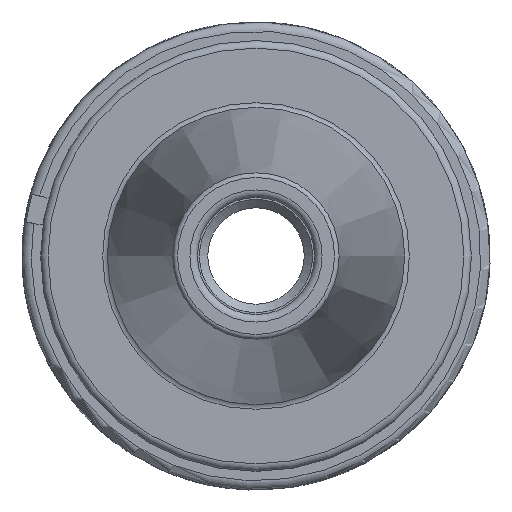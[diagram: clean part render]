
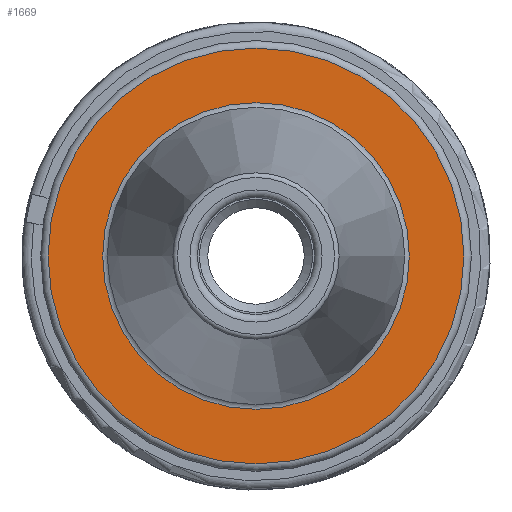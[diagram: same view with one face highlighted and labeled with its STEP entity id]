
A CAD part, left-side view. The second image highlights one B-rep face of the part: STEP entity #1669.
In plain terms, the highlighted planar face has unit normal (-1, 0, 0).
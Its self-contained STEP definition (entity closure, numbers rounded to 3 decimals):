
#55=FACE_BOUND('',#367,.T.);
#153=CIRCLE('',#1869,22.2);
#154=CIRCLE('',#1870,16.375);
#264=FACE_OUTER_BOUND('',#366,.T.);
#366=EDGE_LOOP('',(#1206));
#367=EDGE_LOOP('',(#1207));
#690=VERTEX_POINT('',#2744);
#691=VERTEX_POINT('',#2746);
#885=EDGE_CURVE('',#690,#690,#153,.T.);
#886=EDGE_CURVE('',#691,#691,#154,.T.);
#1206=ORIENTED_EDGE('',*,*,#885,.F.);
#1207=ORIENTED_EDGE('',*,*,#886,.T.);
#1614=PLANE('',#1868);
#1669=ADVANCED_FACE('',(#264,#55),#1614,.T.);
#1868=AXIS2_PLACEMENT_3D('',#2743,#2175,#2176);
#1869=AXIS2_PLACEMENT_3D('',#2745,#2177,#2178);
#1870=AXIS2_PLACEMENT_3D('',#2747,#2179,#2180);
#2175=DIRECTION('center_axis',(-1.,0.,0.));
#2176=DIRECTION('ref_axis',(0.,0.,1.));
#2177=DIRECTION('center_axis',(1.,0.,0.));
#2178=DIRECTION('ref_axis',(0.,0.,-1.));
#2179=DIRECTION('center_axis',(1.,0.,0.));
#2180=DIRECTION('ref_axis',(0.,0.,-1.));
#2743=CARTESIAN_POINT('Origin',(2.,22.2,0.));
#2744=CARTESIAN_POINT('',(2.,0.,22.2));
#2745=CARTESIAN_POINT('Origin',(2.,0.,0.));
#2746=CARTESIAN_POINT('',(2.,0.,16.375));
#2747=CARTESIAN_POINT('Origin',(2.,0.,0.));
